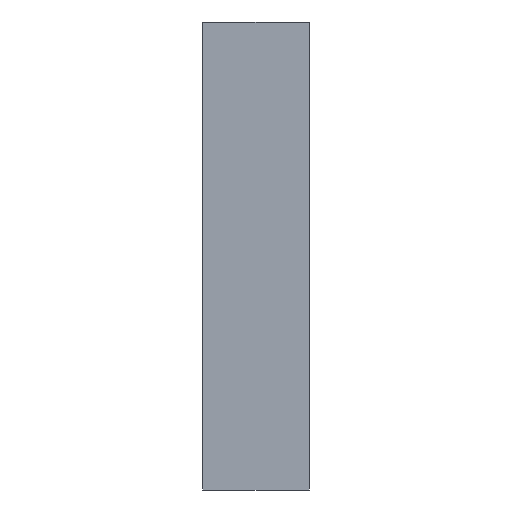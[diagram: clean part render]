
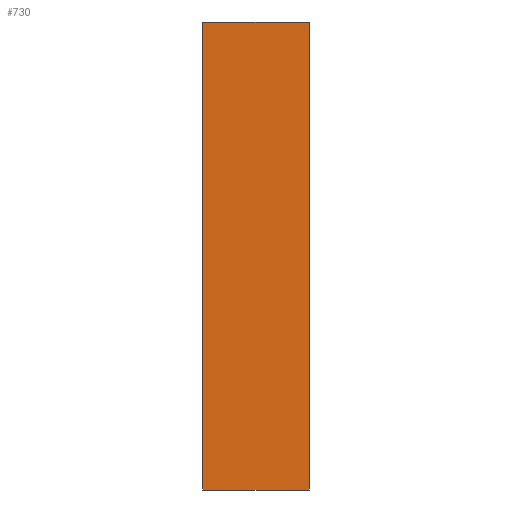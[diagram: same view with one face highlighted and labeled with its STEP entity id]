
A CAD part, left-side view. The second image highlights one B-rep face of the part: STEP entity #730.
In plain terms, the highlighted planar face has unit normal (-1, 0, 0).
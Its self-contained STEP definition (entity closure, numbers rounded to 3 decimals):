
#85 = DIRECTION ( 'NONE',  ( 0., 0., 1. ) ) ;
#90 = ORIENTED_EDGE ( 'NONE', *, *, #206, .F. ) ;
#123 = CARTESIAN_POINT ( 'NONE',  ( 0., -12.192, 53.8 ) ) ;
#139 = CARTESIAN_POINT ( 'NONE',  ( 0., -12.192, 0. ) ) ;
#142 = LINE ( 'NONE', #139, #786 ) ;
#206 = EDGE_CURVE ( 'NONE', #828, #726, #706, .T. ) ;
#214 = EDGE_CURVE ( 'NONE', #765, #828, #142, .T. ) ;
#223 = EDGE_CURVE ( 'NONE', #658, #726, #782, .T. ) ;
#283 = EDGE_CURVE ( 'NONE', #765, #658, #901, .T. ) ;
#295 = DIRECTION ( 'NONE',  ( 0., 0., 1. ) ) ;
#297 = DIRECTION ( 'NONE',  ( 0., 0., 1. ) ) ;
#302 = DIRECTION ( 'NONE',  ( 0., 1., 0. ) ) ;
#312 = DIRECTION ( 'NONE',  ( 0., 1., 0. ) ) ;
#313 = VECTOR ( 'NONE', #302, 1000. ) ;
#314 = CARTESIAN_POINT ( 'NONE',  ( 0., -12.192, 0. ) ) ;
#390 = PLANE ( 'NONE',  #537 ) ;
#537 = AXIS2_PLACEMENT_3D ( 'NONE', #622, #1019, #295 ) ;
#545 = FACE_OUTER_BOUND ( 'NONE', #554, .T. ) ;
#554 = EDGE_LOOP ( 'NONE', ( #90, #810, #701, #713 ) ) ;
#622 = CARTESIAN_POINT ( 'NONE',  ( 0., -12.192, 0. ) ) ;
#625 = VECTOR ( 'NONE', #297, 1000. ) ;
#638 = VECTOR ( 'NONE', #85, 1000. ) ;
#658 = VERTEX_POINT ( 'NONE', #123 ) ;
#701 = ORIENTED_EDGE ( 'NONE', *, *, #283, .T. ) ;
#702 = CARTESIAN_POINT ( 'NONE',  ( 0., 0., 0. ) ) ;
#706 = LINE ( 'NONE', #702, #625 ) ;
#713 = ORIENTED_EDGE ( 'NONE', *, *, #223, .T. ) ;
#726 = VERTEX_POINT ( 'NONE', #952 ) ;
#730 = ADVANCED_FACE ( 'NONE', ( #545 ), #390, .T. ) ;
#765 = VERTEX_POINT ( 'NONE', #314 ) ;
#782 = LINE ( 'NONE', #1031, #313 ) ;
#786 = VECTOR ( 'NONE', #312, 1000. ) ;
#810 = ORIENTED_EDGE ( 'NONE', *, *, #214, .F. ) ;
#828 = VERTEX_POINT ( 'NONE', #965 ) ;
#901 = LINE ( 'NONE', #981, #638 ) ;
#952 = CARTESIAN_POINT ( 'NONE',  ( 0., 0., 53.8 ) ) ;
#965 = CARTESIAN_POINT ( 'NONE',  ( 0., 0., 0. ) ) ;
#981 = CARTESIAN_POINT ( 'NONE',  ( 0., -12.192, 0. ) ) ;
#1019 = DIRECTION ( 'NONE',  ( -1., 0., 0. ) ) ;
#1031 = CARTESIAN_POINT ( 'NONE',  ( 0., -12.192, 53.8 ) ) ;
